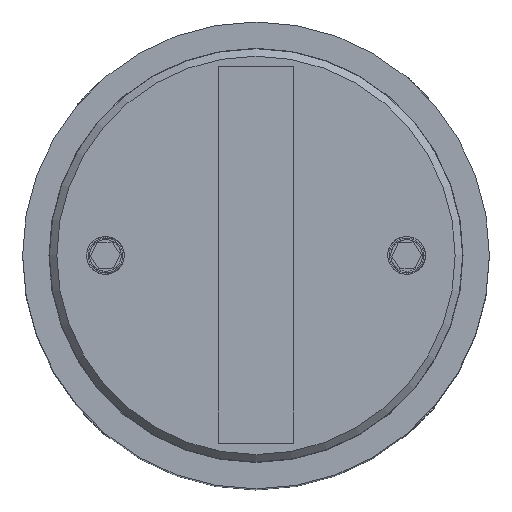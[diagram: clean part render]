
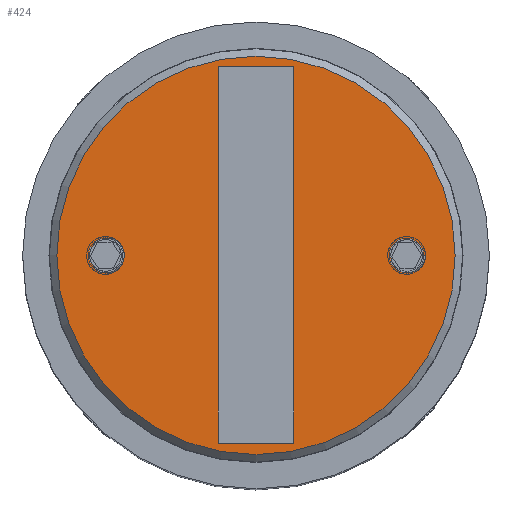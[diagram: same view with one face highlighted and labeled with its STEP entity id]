
A CAD part, top view. The second image highlights one B-rep face of the part: STEP entity #424.
In plain terms, the highlighted planar face has unit normal (0, 0, 1).
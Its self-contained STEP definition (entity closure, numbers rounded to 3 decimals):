
#317=B_SPLINE_CURVE_WITH_KNOTS('',3,(#15615,#15616,#15617,#15618,#15619,
#15620,#15621,#15622,#15623,#15624,#15625,#15626,#15627,#15628,#15629,#15630,
#15631,#15632,#15633),.UNSPECIFIED.,.F.,.F.,(4,3,3,3,3,3,4),(0.,0.192,
0.39,0.583,0.768,0.948,
1.),.UNSPECIFIED.);
#318=B_SPLINE_CURVE_WITH_KNOTS('',3,(#15641,#15642,#15643,#15644,#15645,
#15646,#15647,#15648,#15649,#15650,#15651,#15652,#15653,#15654,#15655,#15656,
#15657,#15658,#15659),.UNSPECIFIED.,.F.,.F.,(4,3,3,3,3,3,4),(0.,0.192,
0.39,0.583,0.768,0.948,1.),
 .UNSPECIFIED.);
#319=B_SPLINE_CURVE_WITH_KNOTS('',3,(#15663,#15664,#15665,#15666,#15667,
#15668,#15669,#15670,#15671,#15672,#15673,#15674,#15675,#15676,#15677,#15678,
#15679,#15680,#15681),.UNSPECIFIED.,.F.,.F.,(4,3,3,3,3,3,4),(0.,0.132,
0.302,0.477,0.658,0.845,
1.),.UNSPECIFIED.);
#424=ADVANCED_FACE('',(#876,#877,#878,#879),#537,.F.);
#537=PLANE('',#2250);
#648=LINE('',#15578,#778);
#654=LINE('',#15595,#784);
#660=LINE('',#15637,#790);
#661=LINE('',#15684,#791);
#662=LINE('',#15685,#792);
#778=VECTOR('',#2549,1.);
#784=VECTOR('',#2561,1.);
#790=VECTOR('',#2577,1.);
#791=VECTOR('',#2584,1.);
#792=VECTOR('',#2585,1.);
#876=FACE_BOUND('',#1000,.T.);
#877=FACE_BOUND('',#1001,.T.);
#878=FACE_BOUND('',#1002,.T.);
#879=FACE_BOUND('',#1003,.T.);
#1000=EDGE_LOOP('',(#1373,#1374,#1375,#1376));
#1001=EDGE_LOOP('',(#1377,#1378,#1379,#1380));
#1002=EDGE_LOOP('',(#1381));
#1003=EDGE_LOOP('',(#1382,#1383,#1384,#1385));
#1373=ORIENTED_EDGE('',*,*,#1980,.T.);
#1374=ORIENTED_EDGE('',*,*,#1981,.T.);
#1375=ORIENTED_EDGE('',*,*,#1982,.F.);
#1376=ORIENTED_EDGE('',*,*,#1983,.F.);
#1377=ORIENTED_EDGE('',*,*,#1984,.T.);
#1378=ORIENTED_EDGE('',*,*,#1985,.T.);
#1379=ORIENTED_EDGE('',*,*,#1986,.F.);
#1380=ORIENTED_EDGE('',*,*,#1987,.T.);
#1381=ORIENTED_EDGE('',*,*,#1988,.T.);
#1382=ORIENTED_EDGE('',*,*,#1964,.F.);
#1383=ORIENTED_EDGE('',*,*,#1989,.F.);
#1384=ORIENTED_EDGE('',*,*,#1972,.F.);
#1385=ORIENTED_EDGE('',*,*,#1990,.F.);
#1733=VERTEX_POINT('',#15579);
#1734=VERTEX_POINT('',#15580);
#1741=VERTEX_POINT('',#15596);
#1742=VERTEX_POINT('',#15597);
#1749=VERTEX_POINT('',#15613);
#1750=VERTEX_POINT('',#15614);
#1751=VERTEX_POINT('',#15634);
#1752=VERTEX_POINT('',#15636);
#1753=VERTEX_POINT('',#15639);
#1754=VERTEX_POINT('',#15640);
#1755=VERTEX_POINT('',#15660);
#1756=VERTEX_POINT('',#15662);
#1757=VERTEX_POINT('',#15683);
#1964=EDGE_CURVE('',#1733,#1734,#648,.T.);
#1972=EDGE_CURVE('',#1741,#1742,#654,.T.);
#1980=EDGE_CURVE('',#1749,#1750,#2139,.T.);
#1981=EDGE_CURVE('',#1750,#1751,#317,.T.);
#1982=EDGE_CURVE('',#1752,#1751,#2140,.T.);
#1983=EDGE_CURVE('',#1749,#1752,#660,.T.);
#1984=EDGE_CURVE('',#1753,#1754,#2141,.T.);
#1985=EDGE_CURVE('',#1754,#1755,#318,.T.);
#1986=EDGE_CURVE('',#1756,#1755,#2142,.T.);
#1987=EDGE_CURVE('',#1756,#1753,#319,.T.);
#1988=EDGE_CURVE('',#1757,#1757,#2143,.T.);
#1989=EDGE_CURVE('',#1742,#1733,#661,.T.);
#1990=EDGE_CURVE('',#1734,#1741,#662,.T.);
#2139=CIRCLE('',#2245,2.5);
#2140=CIRCLE('',#2246,2.1);
#2141=CIRCLE('',#2247,2.5);
#2142=CIRCLE('',#2248,2.1);
#2143=CIRCLE('',#2249,26.45);
#2245=AXIS2_PLACEMENT_3D('',#15612,#2573,#2574);
#2246=AXIS2_PLACEMENT_3D('',#15635,#2575,#2576);
#2247=AXIS2_PLACEMENT_3D('',#15638,#2578,#2579);
#2248=AXIS2_PLACEMENT_3D('',#15661,#2580,#2581);
#2249=AXIS2_PLACEMENT_3D('',#15682,#2582,#2583);
#2250=AXIS2_PLACEMENT_3D('',#15686,#2586,#2587);
#2549=DIRECTION('',(0.,1.,0.));
#2561=DIRECTION('',(0.,-1.,0.));
#2573=DIRECTION('',(0.,0.,-1.));
#2574=DIRECTION('',(-1.,0.,0.));
#2575=DIRECTION('',(0.,0.,1.));
#2576=DIRECTION('',(-1.,0.,0.));
#2577=DIRECTION('',(-1.,0.,0.));
#2578=DIRECTION('',(0.,0.,-1.));
#2579=DIRECTION('',(-1.,0.,0.));
#2580=DIRECTION('',(0.,0.,1.));
#2581=DIRECTION('',(-1.,0.,0.));
#2582=DIRECTION('',(0.,0.,1.));
#2583=DIRECTION('',(-1.,0.,0.));
#2584=DIRECTION('',(1.,0.,0.));
#2585=DIRECTION('',(-1.,0.,0.));
#2586=DIRECTION('',(0.,0.,-1.));
#2587=DIRECTION('',(-1.,0.,0.));
#15578=CARTESIAN_POINT('',(4.431,-24.431,88.));
#15579=CARTESIAN_POINT('',(4.431,-24.431,88.));
#15580=CARTESIAN_POINT('',(4.431,25.569,88.));
#15595=CARTESIAN_POINT('',(-5.569,25.569,88.));
#15596=CARTESIAN_POINT('',(-5.569,25.569,88.));
#15597=CARTESIAN_POINT('',(-5.569,-24.431,88.));
#15612=CARTESIAN_POINT('',(19.431,0.569,88.));
#15613=CARTESIAN_POINT('',(21.931,0.569,88.));
#15614=CARTESIAN_POINT('',(21.049,-1.337,88.));
#15615=CARTESIAN_POINT('',(21.049,-1.337,88.));
#15616=CARTESIAN_POINT('',(20.831,-1.491,88.));
#15617=CARTESIAN_POINT('',(20.585,-1.611,88.));
#15618=CARTESIAN_POINT('',(20.329,-1.687,88.));
#15619=CARTESIAN_POINT('',(20.065,-1.766,88.));
#15620=CARTESIAN_POINT('',(19.783,-1.798,88.));
#15621=CARTESIAN_POINT('',(19.508,-1.782,88.));
#15622=CARTESIAN_POINT('',(19.241,-1.766,88.));
#15623=CARTESIAN_POINT('',(18.973,-1.702,88.));
#15624=CARTESIAN_POINT('',(18.729,-1.596,88.));
#15625=CARTESIAN_POINT('',(18.492,-1.493,88.));
#15626=CARTESIAN_POINT('',(18.27,-1.346,88.));
#15627=CARTESIAN_POINT('',(18.082,-1.168,88.));
#15628=CARTESIAN_POINT('',(17.901,-0.997,88.));
#15629=CARTESIAN_POINT('',(17.748,-0.79,88.));
#15630=CARTESIAN_POINT('',(17.637,-0.567,88.));
#15631=CARTESIAN_POINT('',(17.605,-0.501,88.));
#15632=CARTESIAN_POINT('',(17.575,-0.434,88.));
#15633=CARTESIAN_POINT('',(17.55,-0.365,88.));
#15634=CARTESIAN_POINT('',(17.55,-0.365,88.));
#15635=CARTESIAN_POINT('',(19.431,0.569,88.));
#15636=CARTESIAN_POINT('',(21.531,0.569,88.));
#15637=CARTESIAN_POINT('',(-0.569,0.569,88.));
#15638=CARTESIAN_POINT('',(-20.569,0.569,88.));
#15639=CARTESIAN_POINT('',(-18.951,2.475,88.));
#15640=CARTESIAN_POINT('',(-18.951,-1.337,88.));
#15641=CARTESIAN_POINT('',(-18.951,-1.337,88.));
#15642=CARTESIAN_POINT('',(-19.169,-1.491,88.));
#15643=CARTESIAN_POINT('',(-19.415,-1.611,88.));
#15644=CARTESIAN_POINT('',(-19.671,-1.687,88.));
#15645=CARTESIAN_POINT('',(-19.935,-1.766,88.));
#15646=CARTESIAN_POINT('',(-20.217,-1.798,88.));
#15647=CARTESIAN_POINT('',(-20.492,-1.782,88.));
#15648=CARTESIAN_POINT('',(-20.759,-1.766,88.));
#15649=CARTESIAN_POINT('',(-21.026,-1.702,88.));
#15650=CARTESIAN_POINT('',(-21.271,-1.596,88.));
#15651=CARTESIAN_POINT('',(-21.508,-1.493,88.));
#15652=CARTESIAN_POINT('',(-21.73,-1.346,88.));
#15653=CARTESIAN_POINT('',(-21.918,-1.169,88.));
#15654=CARTESIAN_POINT('',(-22.099,-0.997,88.));
#15655=CARTESIAN_POINT('',(-22.252,-0.79,88.));
#15656=CARTESIAN_POINT('',(-22.363,-0.567,88.));
#15657=CARTESIAN_POINT('',(-22.395,-0.501,88.));
#15658=CARTESIAN_POINT('',(-22.425,-0.434,88.));
#15659=CARTESIAN_POINT('',(-22.45,-0.365,88.));
#15660=CARTESIAN_POINT('',(-22.45,-0.365,88.));
#15661=CARTESIAN_POINT('',(-20.569,0.569,88.));
#15662=CARTESIAN_POINT('',(-22.45,1.503,88.));
#15663=CARTESIAN_POINT('',(-22.45,1.503,88.));
#15664=CARTESIAN_POINT('',(-22.386,1.675,88.));
#15665=CARTESIAN_POINT('',(-22.299,1.84,88.));
#15666=CARTESIAN_POINT('',(-22.193,1.989,88.));
#15667=CARTESIAN_POINT('',(-22.056,2.183,88.));
#15668=CARTESIAN_POINT('',(-21.884,2.355,88.));
#15669=CARTESIAN_POINT('',(-21.692,2.494,88.));
#15670=CARTESIAN_POINT('',(-21.495,2.637,88.));
#15671=CARTESIAN_POINT('',(-21.271,2.748,88.));
#15672=CARTESIAN_POINT('',(-21.038,2.82,88.));
#15673=CARTESIAN_POINT('',(-20.797,2.895,88.));
#15674=CARTESIAN_POINT('',(-20.541,2.93,88.));
#15675=CARTESIAN_POINT('',(-20.29,2.923,88.));
#15676=CARTESIAN_POINT('',(-20.03,2.916,88.));
#15677=CARTESIAN_POINT('',(-19.768,2.866,88.));
#15678=CARTESIAN_POINT('',(-19.525,2.776,88.));
#15679=CARTESIAN_POINT('',(-19.322,2.702,88.));
#15680=CARTESIAN_POINT('',(-19.128,2.599,88.));
#15681=CARTESIAN_POINT('',(-18.951,2.475,88.));
#15682=CARTESIAN_POINT('',(-0.569,0.569,88.));
#15683=CARTESIAN_POINT('',(-27.019,0.569,88.));
#15684=CARTESIAN_POINT('',(-5.569,-24.431,88.));
#15685=CARTESIAN_POINT('',(4.431,25.569,88.));
#15686=CARTESIAN_POINT('',(-0.569,0.569,88.));
